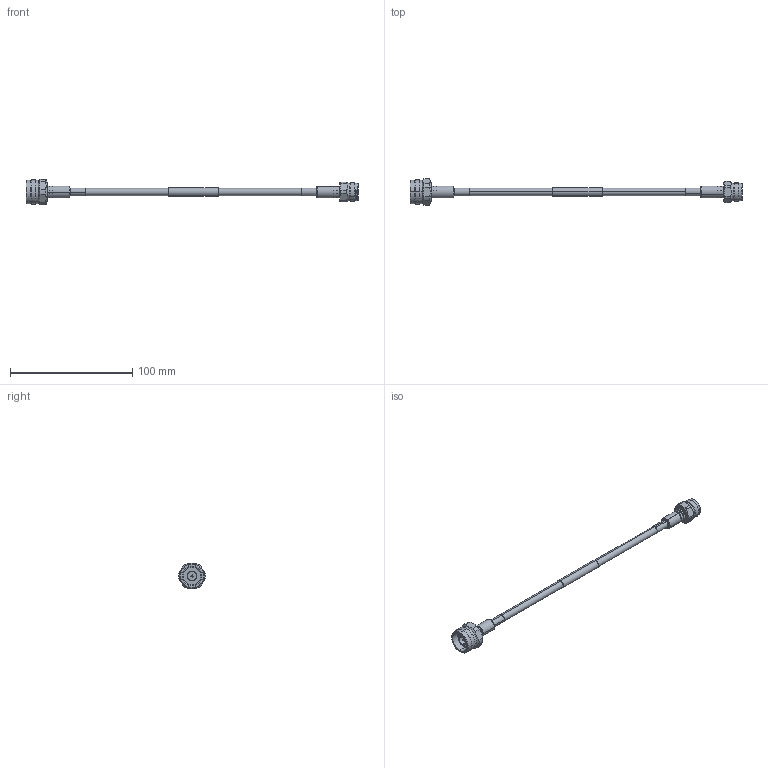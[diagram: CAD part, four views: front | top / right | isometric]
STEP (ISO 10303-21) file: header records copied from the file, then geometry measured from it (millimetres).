
FILE_DESCRIPTION (( 'STEP AP214' ), '1' );
FILE_NAME ('FMC00455_3D.step', '2023-02-23T03:20:40', ( '' ), ( '' ), 'SwSTEP 2.0', 'SolidWorks 2022', '' );
FILE_SCHEMA (( 'AUTOMOTIVE_DESIGN' ));
Length unit declared in the file: inch
Products named in the file (12): Copy of TC-240-NMH-X_ferrule^TC-240-NMH-X_FMC00455; Copy of TC-240-TM-X_ferrule^TC-240-TM-X_FMC00455; Copy of TC-240-TM-X_insulator^TC-240-TM-X_FMC00455; Copy of TC-240-NMH-X_body^TC-240-NMH-X_FMC00455; LMR-240^FMC00455; TC-240-TM-X^FMC00455; Copy of TC-240-TM-X_body^TC-240-TM-X_FMC00455; Copy of TC-240-NMH-X_c-contact^TC-240-NMH-X_FMC00455; TC-240-NMH-X^FMC00455; FMC00455_3D; Copy of TC-240-TM-X_c-contact^TC-240-TM-X_FMC00455; heat shrink conn 1^FMC00455_conn 1
Assembly tree (12 placements, depth 3):
  FMC00455_3D
    LMR-240^FMC00455
    TC-240-NMH-X^FMC00455
      Copy of TC-240-NMH-X_body^TC-240-NMH-X_FMC00455
      Copy of TC-240-NMH-X_c-contact^TC-240-NMH-X_FMC00455
      Copy of TC-240-NMH-X_ferrule^TC-240-NMH-X_FMC00455
    heat shrink conn 1^FMC00455_conn 1  x2
    TC-240-TM-X^FMC00455
      Copy of TC-240-TM-X_body^TC-240-TM-X_FMC00455
      Copy of TC-240-TM-X_c-contact^TC-240-TM-X_FMC00455
      Copy of TC-240-TM-X_insulator^TC-240-TM-X_FMC00455
      Copy of TC-240-TM-X_ferrule^TC-240-TM-X_FMC00455
Bounding box: 271.82 x 21.98 x 20.54 mm (x, y, z)
Volume: 13671.7 mm3; surface area: 16169.9 mm2
Topology: 11 solids, 11 shells, 468 faces, 1064 edges, 646 vertices
Faces by surface type: cylinder 153, cone 128, plane 115, bspline 50, torus 22
Entity records: 16379 total; most frequent: CARTESIAN_POINT 5923, DIRECTION 2056, ORIENTED_EDGE 2024, EDGE_CURVE 1012, AXIS2_PLACEMENT_3D 843, VERTEX_POINT 622, EDGE_LOOP 498, ADVANCED_FACE 446
